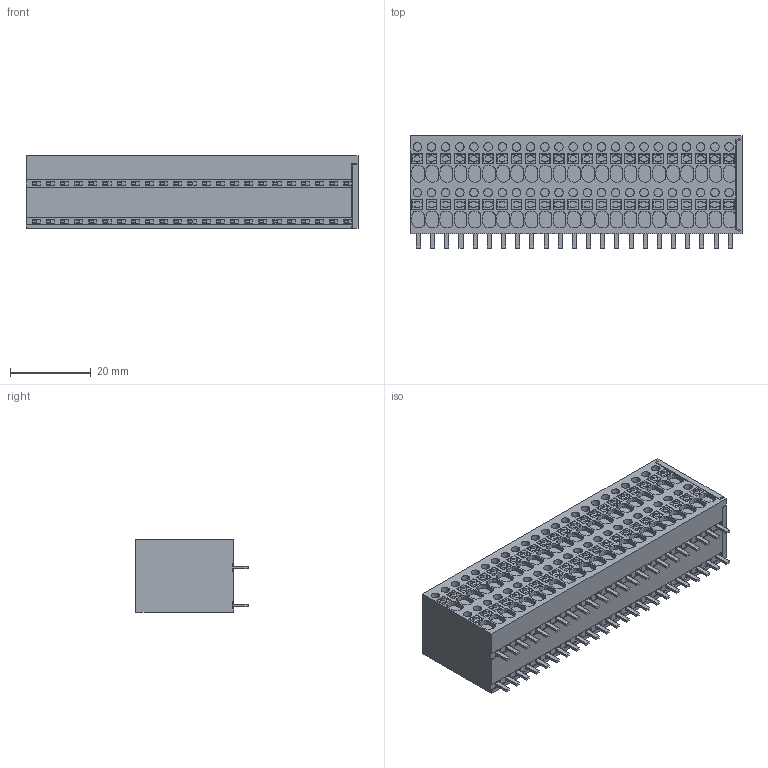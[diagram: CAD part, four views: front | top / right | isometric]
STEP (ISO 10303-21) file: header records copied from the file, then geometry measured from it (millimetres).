
FILE_DESCRIPTION(('CATIA V5R24 STEP','CAx-IF Rec.Pracs.--- Model Styling and Organization---1.2---2011-12-15'),'2;1');
FILE_NAME ('D1461303_0_2001150000_2001150000.stp','2017-04-11T08:54:45+00:00',('none'),('Weidmueller'),'CATIA Version 5-6 Release 2014 SP4 HF52','CATIA V5 STEP AP214','none');
FILE_SCHEMA(('AUTOMOTIVE_DESIGN { 1 0 10303 214 1 1 1 1 }'));
Products named in the file (1): 2001150000_S
Bounding box: 82 x 27.7 x 18 mm (x, y, z)
Volume: 34554 mm3; surface area: 12842.4 mm2
Topology: 93 solids, 93 shells, 2172 faces, 5462 edges, 3652 vertices
Faces by surface type: plane 1620, cylinder 368, cone 184
Entity records: 65216 total; most frequent: CARTESIAN_POINT 15339, ORIENTED_EDGE 10924, DIRECTION 8011, EDGE_CURVE 5462, VECTOR 4174, LINE 4174, VERTEX_POINT 3652, EDGE_LOOP 2352
